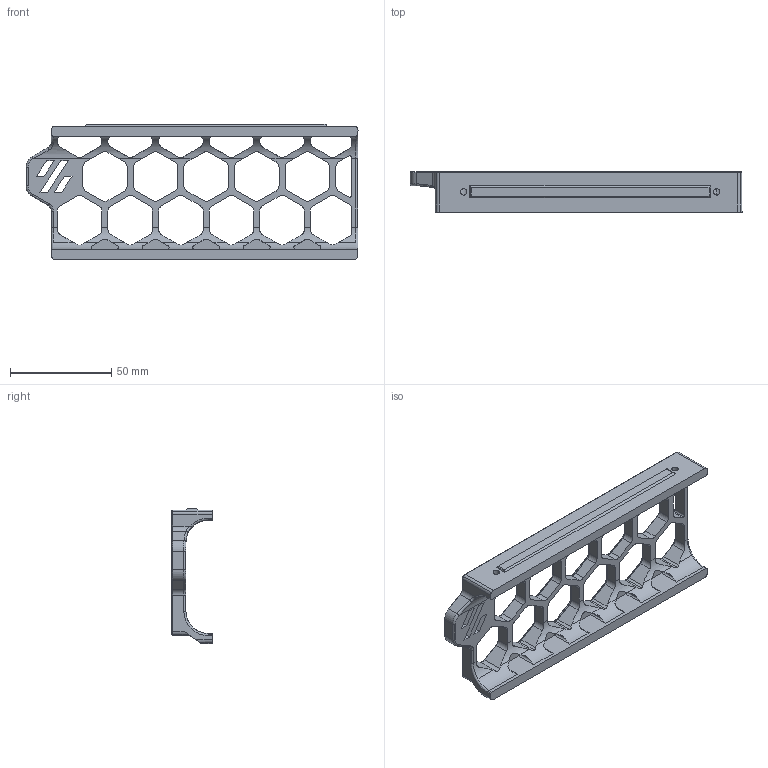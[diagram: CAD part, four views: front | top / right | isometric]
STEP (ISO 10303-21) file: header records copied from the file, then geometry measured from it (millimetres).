
FILE_DESCRIPTION (( 'STEP AP214' ), '1' );
FILE_NAME ('Left_Front_Skirt_350_Trident_Button_PCB.STEP', '2023-01-08T20:56:48', ( '' ), ( '' ), 'SwSTEP 2.0', 'SolidWorks 2022', '' );
FILE_SCHEMA (( 'AUTOMOTIVE_DESIGN' ));
Length unit declared in the file: millimetre
Products named in the file (1): Left_Front_Skirt_350_Trident_Button_PCB
Bounding box: 164 x 20 x 66.8 mm (x, y, z)
Volume: 46316.8 mm3; surface area: 28881.1 mm2
Topology: 1 solids, 1 shells, 788 faces, 2025 edges, 1235 vertices
Faces by surface type: plane 357, cylinder 249, cone 173, torus 7, bspline 2
Entity records: 24871 total; most frequent: CARTESIAN_POINT 5740, ORIENTED_EDGE 4050, DIRECTION 3982, EDGE_CURVE 2025, AXIS2_PLACEMENT_3D 1358, LINE 1266, VECTOR 1266, VERTEX_POINT 1235
